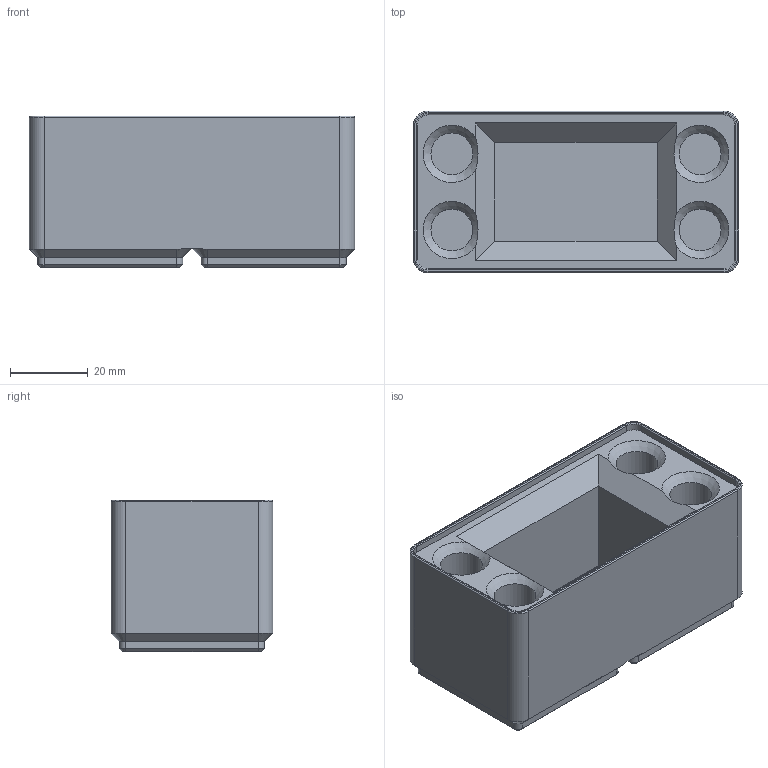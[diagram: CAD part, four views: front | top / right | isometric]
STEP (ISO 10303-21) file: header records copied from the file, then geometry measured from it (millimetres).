
FILE_DESCRIPTION(('Open CASCADE Model'),'2;1');
FILE_NAME('Open CASCADE Shape Model','2025-12-23T05:29:32',('Author'),( 'Open CASCADE'),'Open CASCADE STEP processor 7.8','Open CASCADE 7.8' ,'Unknown');
FILE_SCHEMA(('AUTOMOTIVE_DESIGN { 1 0 10303 214 1 1 1 1 }'));
Length unit declared in the file: millimetre
Products named in the file (1): Open CASCADE STEP translator 7.8 1
Bounding box: 83.5 x 41.5 x 39 mm (x, y, z)
Volume: 86238.6 mm3; surface area: 22108.1 mm2
Topology: 1 solids, 1 shells, 107 faces, 241 edges, 138 vertices
Faces by surface type: plane 51, cylinder 28, cone 20, torus 8
Full cylindrical faces by diameter (mm): 10.75 x4
Entity records: 6088 total; most frequent: CARTESIAN_POINT 1127, DIRECTION 967, LINE 537, VECTOR 537, ORIENTED_EDGE 482, PCURVE 482, DEFINITIONAL_REPRESENTATION 482, EDGE_CURVE 241
